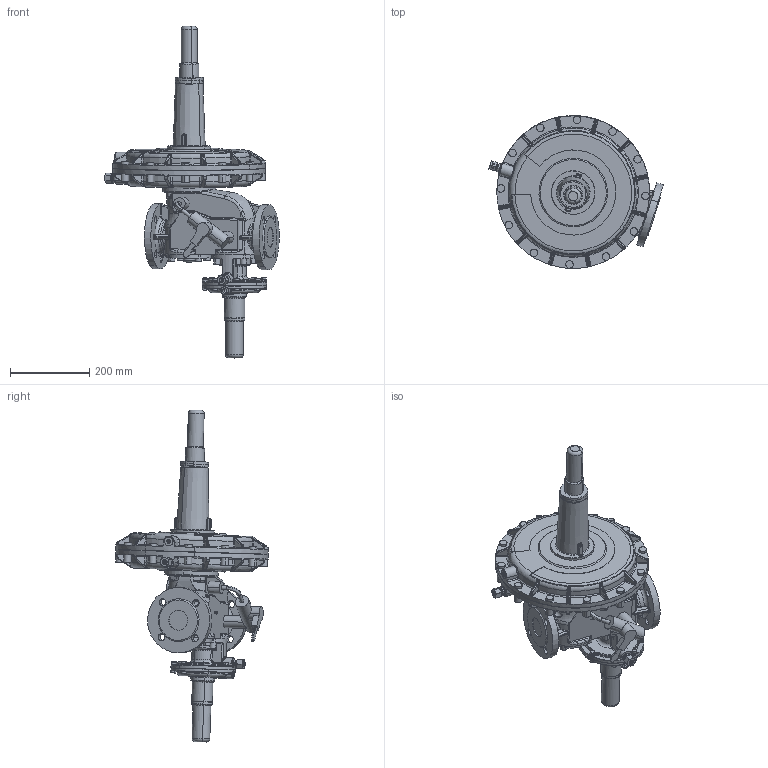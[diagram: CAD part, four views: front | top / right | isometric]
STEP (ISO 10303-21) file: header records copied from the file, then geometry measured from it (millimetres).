
FILE_DESCRIPTION(('CATIA V5 STEP Exchange'),'2;1');
FILE_NAME('RS 255 DN 050-390-HDS-links.stp','2016-11-29T12:56:09+00:00',('none'),('none'),'CATIA Version 5 Release 19 SP 9 (IN-10)','CATIA V5 STEP AP203','none');
FILE_SCHEMA(('CONFIG_CONTROL_DESIGN'));
Products named in the file (2): Product1; Produkt1
Assembly tree (4 placements, depth 3):
  Product1
    #58
    Produkt1
      #113135
      #114106
Bounding box: 440.08 x 385.55 x 837.55 mm (x, y, z)
Volume: 15696122.5 mm3; surface area: 817419.5 mm2
Topology: 3 solids, 12 shells, 2568 faces, 6248 edges, 3567 vertices
Faces by surface type: cylinder 843, bspline 567, torus 557, plane 374, sphere 137, cone 90
Entity records: 114800 total; most frequent: CARTESIAN_POINT 64523, ORIENTED_EDGE 12074, DIRECTION 6986, EDGE_CURVE 6037, AXIS2_PLACEMENT_3D 4071, VERTEX_POINT 3567, EDGE_LOOP 2668, ADVANCED_FACE 2568
